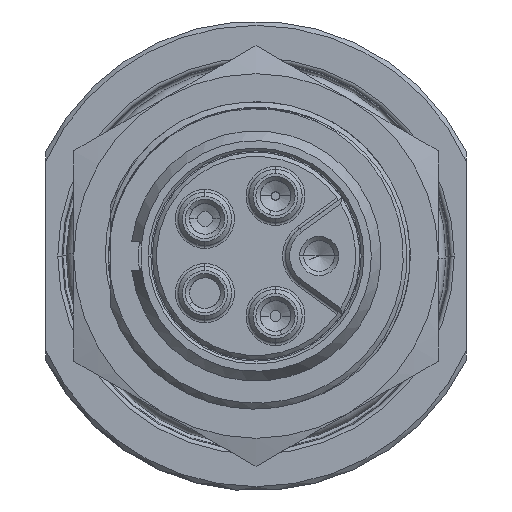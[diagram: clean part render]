
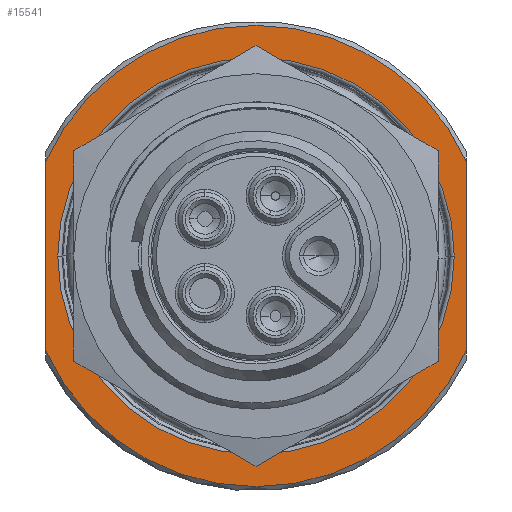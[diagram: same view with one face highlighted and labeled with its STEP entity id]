
A CAD part, left-side view. The second image highlights one B-rep face of the part: STEP entity #15541.
In plain terms, the highlighted planar face has unit normal (-1, 0, 0).
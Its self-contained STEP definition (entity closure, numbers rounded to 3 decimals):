
#2395=DIRECTION('',(0.,0.,-1.));
#2396=VECTOR('',#2395,13.506);
#2397=CARTESIAN_POINT('',(20.5,15.,6.753));
#2398=LINE('967',#2397,#2396);
#2399=CARTESIAN_POINT('',(20.5,0.,0.));
#2400=DIRECTION('',(1.,0.,0.));
#2401=DIRECTION('',(0.,0.912,0.411));
#2402=AXIS2_PLACEMENT_3D('',#2399,#2400,#2401);
#2404=DIRECTION('',(0.,0.,1.));
#2405=VECTOR('',#2404,13.506);
#2406=CARTESIAN_POINT('',(20.5,-15.,-6.753));
#2407=LINE('968',#2406,#2405);
#2408=CARTESIAN_POINT('',(20.5,0.,0.));
#2409=DIRECTION('',(-1.,0.,0.));
#2410=DIRECTION('',(0.,0.912,-0.411));
#2411=AXIS2_PLACEMENT_3D('',#2408,#2409,#2410);
#2423=CARTESIAN_POINT('',(20.5,0.,0.));
#2424=DIRECTION('',(1.,0.,0.));
#2425=DIRECTION('',(0.,-1.,0.));
#2426=AXIS2_PLACEMENT_3D('',#2423,#2424,#2425);
#2438=CARTESIAN_POINT('',(20.5,0.,0.));
#2439=DIRECTION('',(1.,0.,0.));
#2440=DIRECTION('',(0.,1.,0.));
#2441=AXIS2_PLACEMENT_3D('',#2438,#2439,#2440);
#10645=CARTESIAN_POINT('',(20.5,15.,6.753));
#10646=CARTESIAN_POINT('',(20.5,15.,-6.753));
#10647=VERTEX_POINT('',#10645);
#10648=VERTEX_POINT('',#10646);
#10649=CARTESIAN_POINT('',(20.5,-15.,-6.753));
#10650=CARTESIAN_POINT('',(20.5,-15.,6.753));
#10651=VERTEX_POINT('',#10649);
#10652=VERTEX_POINT('',#10650);
#10689=CARTESIAN_POINT('',(20.5,-14.139,0.));
#10690=CARTESIAN_POINT('',(20.5,14.139,0.));
#10691=VERTEX_POINT('',#10689);
#10692=VERTEX_POINT('',#10690);
#15523=CARTESIAN_POINT('',(20.5,0.,0.));
#15524=DIRECTION('',(1.,0.,0.));
#15525=DIRECTION('',(0.,-1.,0.));
#15526=AXIS2_PLACEMENT_3D('',#15523,#15524,#15525);
#15527=PLANE('249',#15526);
#15528=ORIENTED_EDGE('967',*,*,#15436,.F.);
#15530=ORIENTED_EDGE('982',*,*,#15529,.T.);
#15531=ORIENTED_EDGE('968',*,*,#15473,.F.);
#15532=ORIENTED_EDGE('986',*,*,#15516,.F.);
#15533=EDGE_LOOP('249',(#15528,#15530,#15531,#15532));
#15534=FACE_OUTER_BOUND('249',#15533,.F.);
#15536=ORIENTED_EDGE('1008',*,*,#15535,.F.);
#15538=ORIENTED_EDGE('1010',*,*,#15537,.F.);
#15539=EDGE_LOOP('249',(#15536,#15538));
#15540=FACE_BOUND('249',#15539,.F.);
#2403=CIRCLE('982',#2402,16.45);
#2412=CIRCLE('986',#2411,16.45);
#2427=CIRCLE('1008',#2426,14.139);
#2442=CIRCLE('1010',#2441,14.139);
#15436=EDGE_CURVE('967',#10647,#10648,#2398,.T.);
#15473=EDGE_CURVE('968',#10651,#10652,#2407,.T.);
#15516=EDGE_CURVE('986',#10648,#10651,#2412,.T.);
#15529=EDGE_CURVE('982',#10647,#10652,#2403,.T.);
#15535=EDGE_CURVE('1008',#10691,#10692,#2427,.T.);
#15537=EDGE_CURVE('1010',#10692,#10691,#2442,.T.);
#15541=ADVANCED_FACE('249',(#15534,#15540),#15527,.F.);
